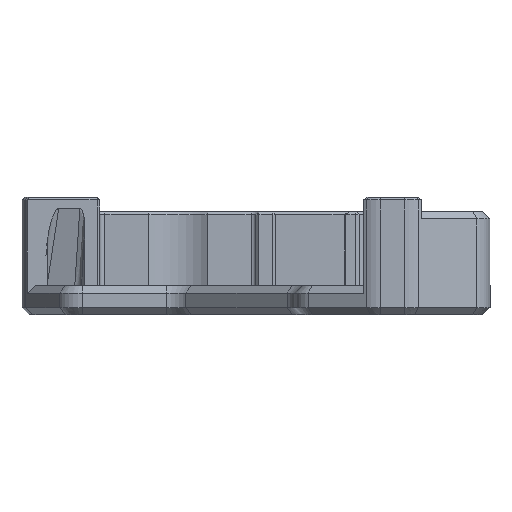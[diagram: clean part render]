
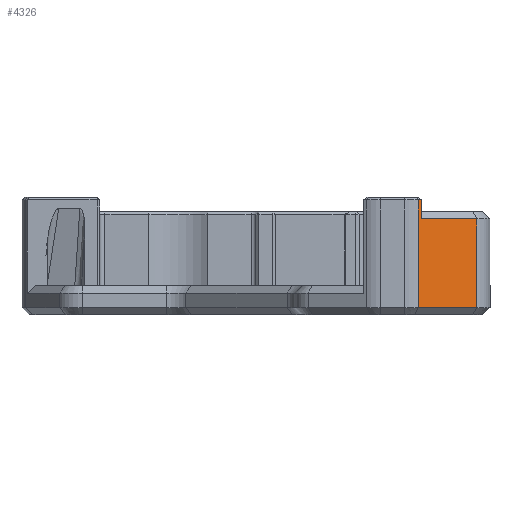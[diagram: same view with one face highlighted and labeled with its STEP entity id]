
A CAD part, front view. The second image highlights one B-rep face of the part: STEP entity #4326.
In plain terms, the highlighted planar face has unit normal (0.5, -0.866, 0).
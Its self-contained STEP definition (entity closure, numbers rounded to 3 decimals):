
#222 = EDGE_CURVE ( 'NONE', #7780, #3673, #18271, .T. ) ;
#287 = VECTOR ( 'NONE', #15993, 1000. ) ;
#984 = CARTESIAN_POINT ( 'NONE',  ( 24.638, -37.632, 0.75 ) ) ;
#1127 = DIRECTION ( 'NONE',  ( 0., 0., -1. ) ) ;
#1168 = LINE ( 'NONE', #2174, #14221 ) ;
#1361 = AXIS2_PLACEMENT_3D ( 'NONE', #13253, #1750, #11909 ) ;
#1480 = CARTESIAN_POINT ( 'NONE',  ( 24.95, -37.452, 9.85 ) ) ;
#1553 = PLANE ( 'NONE',  #1361 ) ;
#1557 = CARTESIAN_POINT ( 'NONE',  ( 27.632, -35.903, 11.8 ) ) ;
#1750 = DIRECTION ( 'NONE',  ( 0.5, -0.866, 0. ) ) ;
#2174 = CARTESIAN_POINT ( 'NONE',  ( 30.625, -34.175, 0.75 ) ) ;
#3167 = VERTEX_POINT ( 'NONE', #984 ) ;
#3290 = VECTOR ( 'NONE', #13764, 1000. ) ;
#3332 = DIRECTION ( 'NONE',  ( 0., 0., 1. ) ) ;
#3423 = CARTESIAN_POINT ( 'NONE',  ( 30.625, -34.175, 6.275 ) ) ;
#3673 = VERTEX_POINT ( 'NONE', #13797 ) ;
#3749 = ORIENTED_EDGE ( 'NONE', *, *, #222, .T. ) ;
#4326 = ADVANCED_FACE ( 'NONE', ( #17767 ), #1553, .T. ) ;
#4631 = LINE ( 'NONE', #1557, #6427 ) ;
#5011 = ORIENTED_EDGE ( 'NONE', *, *, #12449, .T. ) ;
#5657 = VECTOR ( 'NONE', #1127, 1000. ) ;
#5687 = ORIENTED_EDGE ( 'NONE', *, *, #11885, .F. ) ;
#6249 = VERTEX_POINT ( 'NONE', #15787 ) ;
#6427 = VECTOR ( 'NONE', #13255, 1000. ) ;
#7363 = CARTESIAN_POINT ( 'NONE',  ( 27.632, -35.903, 9.85 ) ) ;
#7780 = VERTEX_POINT ( 'NONE', #1480 ) ;
#8235 = EDGE_CURVE ( 'NONE', #13788, #7780, #17438, .T. ) ;
#8413 = CARTESIAN_POINT ( 'NONE',  ( 24.638, -37.632, 6.275 ) ) ;
#10023 = EDGE_CURVE ( 'NONE', #10740, #13788, #10048, .T. ) ;
#10048 = LINE ( 'NONE', #3423, #3290 ) ;
#10075 = EDGE_LOOP ( 'NONE', ( #11303, #3749, #15569, #5011, #5687, #16711 ) ) ;
#10740 = VERTEX_POINT ( 'NONE', #11705 ) ;
#11176 = CARTESIAN_POINT ( 'NONE',  ( 30.625, -34.175, 9.85 ) ) ;
#11303 = ORIENTED_EDGE ( 'NONE', *, *, #8235, .T. ) ;
#11705 = CARTESIAN_POINT ( 'NONE',  ( 30.625, -34.175, 0.75 ) ) ;
#11885 = EDGE_CURVE ( 'NONE', #10740, #3167, #1168, .T. ) ;
#11909 = DIRECTION ( 'NONE',  ( 0.866, 0.5, 0. ) ) ;
#12323 = DIRECTION ( 'NONE',  ( -0.866, -0.5, 0. ) ) ;
#12449 = EDGE_CURVE ( 'NONE', #6249, #3167, #17525, .T. ) ;
#13253 = CARTESIAN_POINT ( 'NONE',  ( 24.629, -37.637, 0.74 ) ) ;
#13255 = DIRECTION ( 'NONE',  ( -0.866, -0.5, 0. ) ) ;
#13764 = DIRECTION ( 'NONE',  ( 0., 0., 1. ) ) ;
#13788 = VERTEX_POINT ( 'NONE', #11176 ) ;
#13797 = CARTESIAN_POINT ( 'NONE',  ( 24.95, -37.452, 11.8 ) ) ;
#14221 = VECTOR ( 'NONE', #12323, 1000. ) ;
#15569 = ORIENTED_EDGE ( 'NONE', *, *, #16059, .T. ) ;
#15787 = CARTESIAN_POINT ( 'NONE',  ( 24.638, -37.632, 11.8 ) ) ;
#15993 = DIRECTION ( 'NONE',  ( -0.866, -0.5, 0. ) ) ;
#16059 = EDGE_CURVE ( 'NONE', #3673, #6249, #4631, .T. ) ;
#16557 = CARTESIAN_POINT ( 'NONE',  ( 24.95, -37.452, 6.275 ) ) ;
#16711 = ORIENTED_EDGE ( 'NONE', *, *, #10023, .T. ) ;
#17438 = LINE ( 'NONE', #7363, #287 ) ;
#17525 = LINE ( 'NONE', #8413, #5657 ) ;
#17767 = FACE_OUTER_BOUND ( 'NONE', #10075, .T. ) ;
#18110 = VECTOR ( 'NONE', #3332, 1000. ) ;
#18271 = LINE ( 'NONE', #16557, #18110 ) ;
